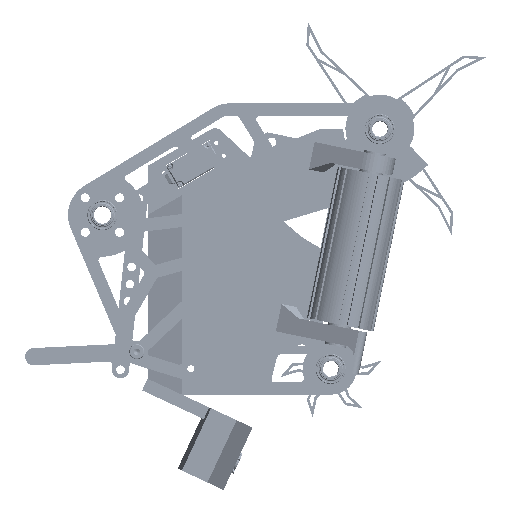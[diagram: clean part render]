
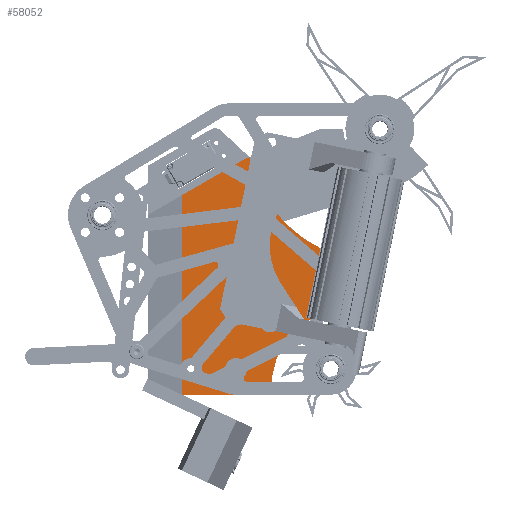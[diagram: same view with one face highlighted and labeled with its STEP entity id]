
A CAD part, left-side view. The second image highlights one B-rep face of the part: STEP entity #58052.
In plain terms, the highlighted planar face has unit normal (-1, 0, 0).
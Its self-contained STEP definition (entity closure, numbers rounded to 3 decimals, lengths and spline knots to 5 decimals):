
#2814=PLANE('',#65830);
#5474=LINE('',#95843,#10704);
#5491=LINE('',#95877,#10721);
#5559=LINE('',#96086,#10789);
#5560=LINE('',#96087,#10790);
#5561=LINE('',#96093,#10791);
#10704=VECTOR('',#74392,1.);
#10721=VECTOR('',#74411,1.);
#10789=VECTOR('',#74595,1.);
#10790=VECTOR('',#74596,1.);
#10791=VECTOR('',#74601,1.);
#19724=ORIENTED_EDGE('',*,*,#34187,.F.);
#19725=ORIENTED_EDGE('',*,*,#34188,.F.);
#19726=ORIENTED_EDGE('',*,*,#34189,.F.);
#19727=ORIENTED_EDGE('',*,*,#34190,.F.);
#19728=ORIENTED_EDGE('',*,*,#34191,.F.);
#19729=ORIENTED_EDGE('',*,*,#34192,.F.);
#19730=ORIENTED_EDGE('',*,*,#34089,.T.);
#19731=ORIENTED_EDGE('',*,*,#34193,.T.);
#19732=ORIENTED_EDGE('',*,*,#34194,.F.);
#19733=ORIENTED_EDGE('',*,*,#34195,.T.);
#19734=ORIENTED_EDGE('',*,*,#34196,.F.);
#19735=ORIENTED_EDGE('',*,*,#34197,.T.);
#19736=ORIENTED_EDGE('',*,*,#34178,.F.);
#19737=ORIENTED_EDGE('',*,*,#34072,.T.);
#34072=EDGE_CURVE('',#41755,#41754,#5474,.F.);
#34089=EDGE_CURVE('',#41754,#41770,#5491,.F.);
#34178=EDGE_CURVE('',#41755,#41839,#46611,.F.);
#34187=EDGE_CURVE('',#41843,#41843,#46616,.T.);
#34188=EDGE_CURVE('',#41844,#41844,#46617,.T.);
#34189=EDGE_CURVE('',#41845,#41845,#46618,.T.);
#34190=EDGE_CURVE('',#41846,#41846,#46619,.T.);
#34191=EDGE_CURVE('',#41847,#41847,#46620,.T.);
#34192=EDGE_CURVE('',#41848,#41848,#46621,.T.);
#34193=EDGE_CURVE('',#41770,#41789,#5559,.T.);
#34194=EDGE_CURVE('',#41849,#41789,#5560,.T.);
#34195=EDGE_CURVE('',#41849,#41850,#46622,.T.);
#34196=EDGE_CURVE('',#41851,#41850,#46623,.T.);
#34197=EDGE_CURVE('',#41851,#41839,#5561,.T.);
#41754=VERTEX_POINT('',#95842);
#41755=VERTEX_POINT('',#95844);
#41770=VERTEX_POINT('',#95876);
#41789=VERTEX_POINT('',#95918);
#41839=VERTEX_POINT('',#96055);
#41843=VERTEX_POINT('',#96075);
#41844=VERTEX_POINT('',#96077);
#41845=VERTEX_POINT('',#96079);
#41846=VERTEX_POINT('',#96081);
#41847=VERTEX_POINT('',#96083);
#41848=VERTEX_POINT('',#96085);
#41849=VERTEX_POINT('',#96088);
#41850=VERTEX_POINT('',#96090);
#41851=VERTEX_POINT('',#96092);
#46611=CIRCLE('',#65822,0.062);
#46616=CIRCLE('',#65831,0.004);
#46617=CIRCLE('',#65832,0.00293);
#46618=CIRCLE('',#65833,0.00293);
#46619=CIRCLE('',#65834,0.00293);
#46620=CIRCLE('',#65835,0.00293);
#46621=CIRCLE('',#65836,0.00293);
#46622=CIRCLE('',#65837,0.0505);
#46623=CIRCLE('',#65838,0.025);
#49377=EDGE_LOOP('',(#19724));
#49378=EDGE_LOOP('',(#19725));
#49379=EDGE_LOOP('',(#19726));
#49380=EDGE_LOOP('',(#19727));
#49381=EDGE_LOOP('',(#19728));
#49382=EDGE_LOOP('',(#19729));
#49383=EDGE_LOOP('',(#19730,#19731,#19732,#19733,#19734,#19735,#19736,#19737));
#53293=FACE_BOUND('',#49377,.T.);
#53294=FACE_BOUND('',#49378,.T.);
#53295=FACE_BOUND('',#49379,.T.);
#53296=FACE_BOUND('',#49380,.T.);
#53297=FACE_BOUND('',#49381,.T.);
#53298=FACE_BOUND('',#49382,.T.);
#53299=FACE_BOUND('',#49383,.T.);
#58052=ADVANCED_FACE('',(#53293,#53294,#53295,#53296,#53297,#53298,#53299),
#2814,.F.);
#65822=AXIS2_PLACEMENT_3D('',#96054,#74563,#74564);
#65830=AXIS2_PLACEMENT_3D('',#96073,#74581,#74582);
#65831=AXIS2_PLACEMENT_3D('',#96074,#74583,#74584);
#65832=AXIS2_PLACEMENT_3D('',#96076,#74585,#74586);
#65833=AXIS2_PLACEMENT_3D('',#96078,#74587,#74588);
#65834=AXIS2_PLACEMENT_3D('',#96080,#74589,#74590);
#65835=AXIS2_PLACEMENT_3D('',#96082,#74591,#74592);
#65836=AXIS2_PLACEMENT_3D('',#96084,#74593,#74594);
#65837=AXIS2_PLACEMENT_3D('',#96089,#74597,#74598);
#65838=AXIS2_PLACEMENT_3D('',#96091,#74599,#74600);
#74392=DIRECTION('',(0.,-0.928,0.371));
#74411=DIRECTION('',(0.,-0.866,0.5));
#74563=DIRECTION('',(1.,0.,0.));
#74564=DIRECTION('',(0.,0.,-1.));
#74581=DIRECTION('',(1.,0.,0.));
#74582=DIRECTION('',(0.,1.,0.));
#74583=DIRECTION('',(-1.,0.,0.));
#74584=DIRECTION('',(0.,0.,1.));
#74585=DIRECTION('',(-1.,0.,0.));
#74586=DIRECTION('',(0.,0.,1.));
#74587=DIRECTION('',(-1.,0.,0.));
#74588=DIRECTION('',(0.,0.,1.));
#74589=DIRECTION('',(-1.,0.,0.));
#74590=DIRECTION('',(0.,0.,1.));
#74591=DIRECTION('',(-1.,0.,0.));
#74592=DIRECTION('',(0.,0.,1.));
#74593=DIRECTION('',(-1.,0.,0.));
#74594=DIRECTION('',(0.,0.,1.));
#74595=DIRECTION('',(0.,0.,-1.));
#74596=DIRECTION('',(0.,1.,0.));
#74597=DIRECTION('',(1.,0.,0.));
#74598=DIRECTION('',(0.,0.,-1.));
#74599=DIRECTION('',(-1.,0.,0.));
#74600=DIRECTION('',(0.,0.,1.));
#74601=DIRECTION('',(0.,-0.2,0.98));
#95842=CARTESIAN_POINT('',(-0.074,-0.06611,0.02604));
#95843=CARTESIAN_POINT('',(-0.074,-0.021,0.008));
#95844=CARTESIAN_POINT('',(-0.074,-0.06839,0.02696));
#95876=CARTESIAN_POINT('',(-0.074,-0.037,0.00924));
#95877=CARTESIAN_POINT('',(-0.074,-0.021,0.));
#95918=CARTESIAN_POINT('',(-0.074,-0.037,-0.08353));
#96054=CARTESIAN_POINT('',(-0.074,-0.129,0.04));
#96055=CARTESIAN_POINT('',(-0.074,-0.11268,-0.01981));
#96073=CARTESIAN_POINT('',(-0.074,-0.05262,-0.07153));
#96074=CARTESIAN_POINT('',(-0.074,-0.04118,-0.07153));
#96075=CARTESIAN_POINT('',(-0.074,-0.04118,-0.06753));
#96076=CARTESIAN_POINT('',(-0.074,-0.06218,-0.07153));
#96077=CARTESIAN_POINT('',(-0.074,-0.06218,-0.06861));
#96078=CARTESIAN_POINT('',(-0.074,-0.07803,-0.04944));
#96079=CARTESIAN_POINT('',(-0.074,-0.07803,-0.04652));
#96080=CARTESIAN_POINT('',(-0.074,-0.06236,-0.04623));
#96081=CARTESIAN_POINT('',(-0.074,-0.06236,-0.04331));
#96082=CARTESIAN_POINT('',(-0.074,-0.07217,0.0017));
#96083=CARTESIAN_POINT('',(-0.074,-0.07217,0.00462));
#96084=CARTESIAN_POINT('',(-0.074,-0.06896,-0.01398));
#96085=CARTESIAN_POINT('',(-0.074,-0.06896,-0.01105));
#96086=CARTESIAN_POINT('',(-0.074,-0.037,-0.07153));
#96087=CARTESIAN_POINT('',(-0.074,-0.04959,-0.08353));
#96088=CARTESIAN_POINT('',(-0.074,-0.07818,-0.08353));
#96089=CARTESIAN_POINT('',(-0.074,-0.12868,-0.08353));
#96090=CARTESIAN_POINT('',(-0.074,-0.08424,-0.05953));
#96091=CARTESIAN_POINT('',(-0.074,-0.10618,-0.07153));
#96092=CARTESIAN_POINT('',(-0.074,-0.10721,-0.04655));
#96093=CARTESIAN_POINT('',(-0.074,-0.10994,-0.03318));
